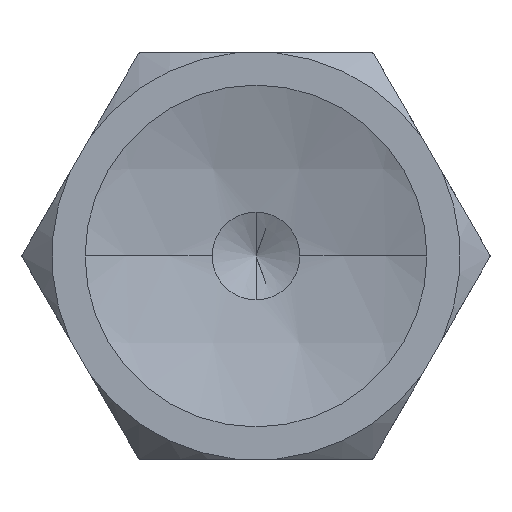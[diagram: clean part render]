
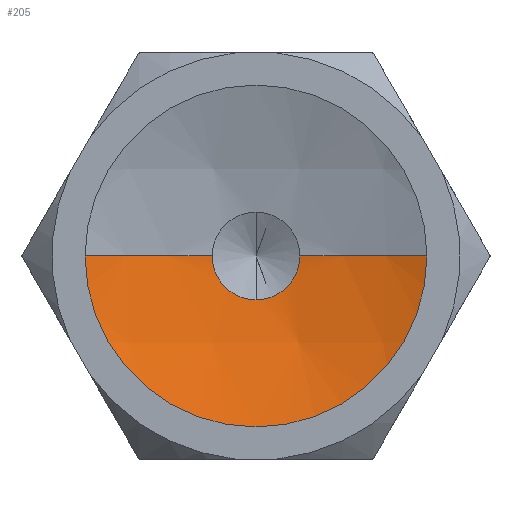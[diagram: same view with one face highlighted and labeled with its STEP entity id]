
A CAD part, front view. The second image highlights one B-rep face of the part: STEP entity #205.
In plain terms, the highlighted spherical face has radius 21 mm.
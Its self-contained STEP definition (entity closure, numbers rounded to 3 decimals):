
#13 = SPHERICAL_SURFACE ( 'NONE', #975, 21. ) ;
#43 = EDGE_CURVE ( 'NONE', #421, #178, #491, .T. ) ;
#45 = VERTEX_POINT ( 'NONE', #483 ) ;
#103 = ORIENTED_EDGE ( 'NONE', *, *, #626, .T. ) ;
#144 = ORIENTED_EDGE ( 'NONE', *, *, #43, .F. ) ;
#178 = VERTEX_POINT ( 'NONE', #307 ) ;
#205 = ADVANCED_FACE ( 'NONE', ( #816 ), #13, .F. ) ;
#287 = DIRECTION ( 'NONE',  ( 0., 1., 0. ) ) ;
#307 = CARTESIAN_POINT ( 'NONE',  ( -2.05, -6.017, 0. ) ) ;
#394 = DIRECTION ( 'NONE',  ( 0., 1., 0. ) ) ;
#404 = AXIS2_PLACEMENT_3D ( 'NONE', #1037, #394, #1138 ) ;
#410 = CIRCLE ( 'NONE', #793, 21. ) ;
#421 = VERTEX_POINT ( 'NONE', #1196 ) ;
#444 = DIRECTION ( 'NONE',  ( 0., 0., -1. ) ) ;
#463 = CIRCLE ( 'NONE', #827, 2.05 ) ;
#480 = CARTESIAN_POINT ( 'NONE',  ( 8., -7.5, 0. ) ) ;
#483 = CARTESIAN_POINT ( 'NONE',  ( 2.05, -6.017, 0. ) ) ;
#491 = CIRCLE ( 'NONE', #1355, 21. ) ;
#497 = EDGE_LOOP ( 'NONE', ( #1070, #922, #103, #1087, #144 ) ) ;
#585 = CARTESIAN_POINT ( 'NONE',  ( 0., -26.916, 0. ) ) ;
#597 = DIRECTION ( 'NONE',  ( 0., 1., 0. ) ) ;
#620 = AXIS2_PLACEMENT_3D ( 'NONE', #936, #287, #1045 ) ;
#626 = EDGE_CURVE ( 'NONE', #45, #1242, #463, .T. ) ;
#692 = DIRECTION ( 'NONE',  ( 1., 0., 0. ) ) ;
#793 = AXIS2_PLACEMENT_3D ( 'NONE', #585, #1329, #692 ) ;
#816 = FACE_OUTER_BOUND ( 'NONE', #497, .T. ) ;
#827 = AXIS2_PLACEMENT_3D ( 'NONE', #1240, #597, #1345 ) ;
#834 = CARTESIAN_POINT ( 'NONE',  ( 0., -26.916, 0. ) ) ;
#849 = CARTESIAN_POINT ( 'NONE',  ( 0., -6.017, -2.05 ) ) ;
#914 = EDGE_CURVE ( 'NONE', #918, #45, #410, .T. ) ;
#918 = VERTEX_POINT ( 'NONE', #480 ) ;
#922 = ORIENTED_EDGE ( 'NONE', *, *, #914, .T. ) ;
#926 = CIRCLE ( 'NONE', #404, 8. ) ;
#936 = CARTESIAN_POINT ( 'NONE',  ( 0., -6.017, 0. ) ) ;
#938 = DIRECTION ( 'NONE',  ( -1., 0., 0. ) ) ;
#975 = AXIS2_PLACEMENT_3D ( 'NONE', #834, #1368, #938 ) ;
#1037 = CARTESIAN_POINT ( 'NONE',  ( 0., -7.5, 0. ) ) ;
#1045 = DIRECTION ( 'NONE',  ( 0., 0., 1. ) ) ;
#1070 = ORIENTED_EDGE ( 'NONE', *, *, #1128, .F. ) ;
#1082 = CARTESIAN_POINT ( 'NONE',  ( 0., -26.916, 0. ) ) ;
#1087 = ORIENTED_EDGE ( 'NONE', *, *, #1151, .T. ) ;
#1128 = EDGE_CURVE ( 'NONE', #918, #421, #926, .T. ) ;
#1138 = DIRECTION ( 'NONE',  ( 0., 0., 1. ) ) ;
#1151 = EDGE_CURVE ( 'NONE', #1242, #178, #1173, .T. ) ;
#1173 = CIRCLE ( 'NONE', #620, 2.05 ) ;
#1191 = DIRECTION ( 'NONE',  ( -1., 0., 0. ) ) ;
#1196 = CARTESIAN_POINT ( 'NONE',  ( -8., -7.5, 0. ) ) ;
#1240 = CARTESIAN_POINT ( 'NONE',  ( 0., -6.017, 0. ) ) ;
#1242 = VERTEX_POINT ( 'NONE', #849 ) ;
#1329 = DIRECTION ( 'NONE',  ( 0., 0., 1. ) ) ;
#1345 = DIRECTION ( 'NONE',  ( 0., 0., 1. ) ) ;
#1355 = AXIS2_PLACEMENT_3D ( 'NONE', #1082, #444, #1191 ) ;
#1368 = DIRECTION ( 'NONE',  ( 0., 0., 1. ) ) ;
